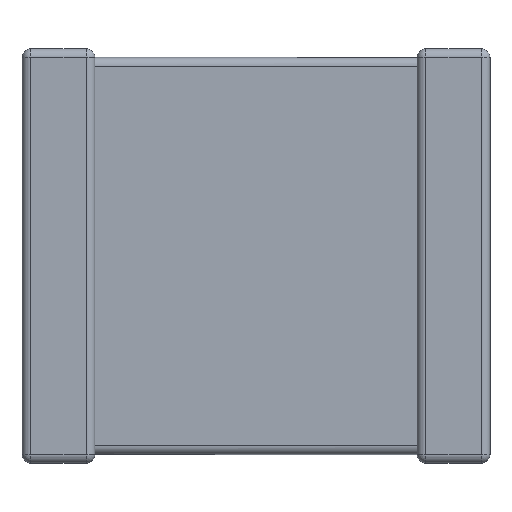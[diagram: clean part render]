
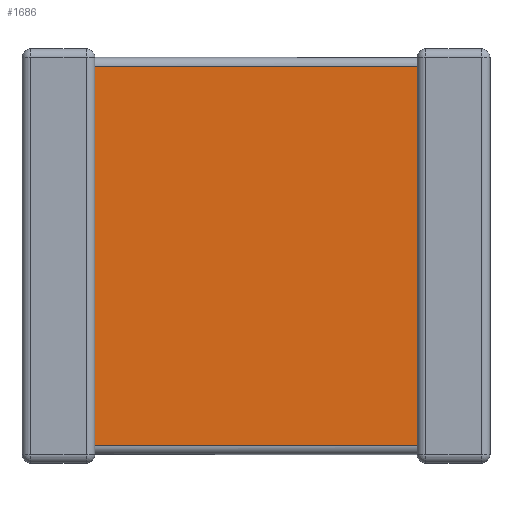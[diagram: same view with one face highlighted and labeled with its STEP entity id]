
A CAD part, front view. The second image highlights one B-rep face of the part: STEP entity #1686.
In plain terms, the highlighted planar face has unit normal (0, -1, 0).
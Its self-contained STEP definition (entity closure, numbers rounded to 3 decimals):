
#8 = CARTESIAN_POINT ( 'NONE',  ( 5.15, 0.112, -0.225 ) ) ;
#338 = FACE_OUTER_BOUND ( 'NONE', #2722, .T. ) ;
#353 = DIRECTION ( 'NONE',  ( -1., 0., 0. ) ) ;
#472 = CARTESIAN_POINT ( 'NONE',  ( 5.15, 0.112, -5.4 ) ) ;
#659 = VERTEX_POINT ( 'NONE', #1891 ) ;
#707 = LINE ( 'NONE', #4307, #2394 ) ;
#794 = DIRECTION ( 'NONE',  ( 0., -1., 0. ) ) ;
#810 = DIRECTION ( 'NONE',  ( 0., 0., 1. ) ) ;
#870 = VERTEX_POINT ( 'NONE', #1705 ) ;
#893 = VECTOR ( 'NONE', #1490, 1000. ) ;
#976 = VERTEX_POINT ( 'NONE', #8 ) ;
#1160 = ORIENTED_EDGE ( 'NONE', *, *, #1572, .T. ) ;
#1490 = DIRECTION ( 'NONE',  ( 1., 0., 0. ) ) ;
#1572 = EDGE_CURVE ( 'NONE', #976, #659, #707, .T. ) ;
#1647 = VECTOR ( 'NONE', #3133, 1000. ) ;
#1686 = ADVANCED_FACE ( 'NONE', ( #338 ), #3610, .T. ) ;
#1705 = CARTESIAN_POINT ( 'NONE',  ( 5.15, 0.112, -5.175 ) ) ;
#1707 = CARTESIAN_POINT ( 'NONE',  ( 0.95, 0.112, -5.175 ) ) ;
#1891 = CARTESIAN_POINT ( 'NONE',  ( 0.95, 0.112, -0.225 ) ) ;
#2054 = EDGE_CURVE ( 'NONE', #2678, #659, #3157, .T. ) ;
#2262 = CARTESIAN_POINT ( 'NONE',  ( 5.15, 0.112, -5.175 ) ) ;
#2375 = EDGE_CURVE ( 'NONE', #2678, #870, #4430, .T. ) ;
#2394 = VECTOR ( 'NONE', #353, 1000. ) ;
#2483 = EDGE_CURVE ( 'NONE', #870, #976, #3250, .T. ) ;
#2524 = VECTOR ( 'NONE', #810, 1000. ) ;
#2678 = VERTEX_POINT ( 'NONE', #1707 ) ;
#2722 = EDGE_LOOP ( 'NONE', ( #3449, #4380, #4563, #1160 ) ) ;
#2936 = DIRECTION ( 'NONE',  ( 0., 0., -1. ) ) ;
#3133 = DIRECTION ( 'NONE',  ( 0., 0., 1. ) ) ;
#3157 = LINE ( 'NONE', #4209, #1647 ) ;
#3250 = LINE ( 'NONE', #472, #2524 ) ;
#3285 = CARTESIAN_POINT ( 'NONE',  ( 0.95, 0.112, -5.4 ) ) ;
#3449 = ORIENTED_EDGE ( 'NONE', *, *, #2054, .F. ) ;
#3610 = PLANE ( 'NONE',  #3819 ) ;
#3819 = AXIS2_PLACEMENT_3D ( 'NONE', #3285, #794, #2936 ) ;
#4209 = CARTESIAN_POINT ( 'NONE',  ( 0.95, 0.112, -5.4 ) ) ;
#4307 = CARTESIAN_POINT ( 'NONE',  ( 0.95, 0.112, -0.225 ) ) ;
#4380 = ORIENTED_EDGE ( 'NONE', *, *, #2375, .T. ) ;
#4430 = LINE ( 'NONE', #2262, #893 ) ;
#4563 = ORIENTED_EDGE ( 'NONE', *, *, #2483, .T. ) ;
